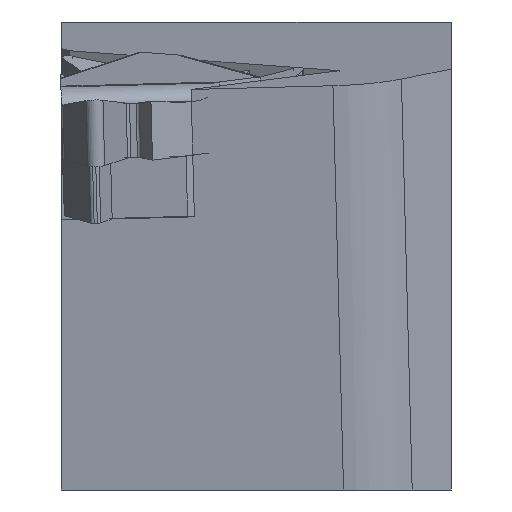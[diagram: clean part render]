
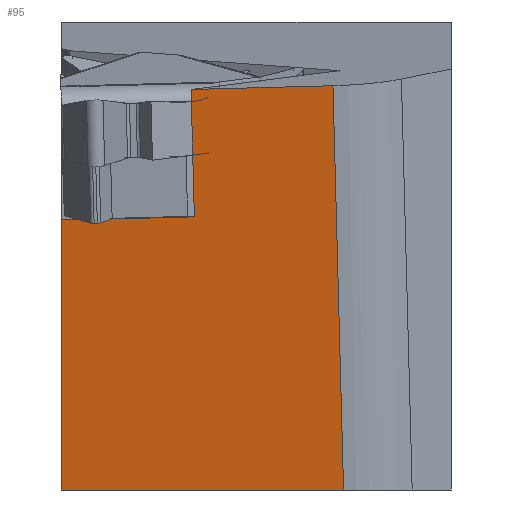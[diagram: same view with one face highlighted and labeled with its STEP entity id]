
A CAD part, left-side view. The second image highlights one B-rep face of the part: STEP entity #95.
In plain terms, the highlighted planar face has unit normal (-0.985, -0.004, -0.174).
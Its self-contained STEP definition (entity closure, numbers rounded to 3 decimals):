
#95=ADVANCED_FACE('',(#208),#162,.F.);
#162=PLANE('',#1348);
#208=FACE_OUTER_BOUND('',#275,.T.);
#275=EDGE_LOOP('',(#404,#405,#406,#407,#408,#409,#410,#411));
#404=ORIENTED_EDGE('',*,*,#896,.T.);
#405=ORIENTED_EDGE('',*,*,#876,.F.);
#406=ORIENTED_EDGE('',*,*,#897,.F.);
#407=ORIENTED_EDGE('',*,*,#898,.F.);
#408=ORIENTED_EDGE('',*,*,#881,.F.);
#409=ORIENTED_EDGE('',*,*,#899,.T.);
#410=ORIENTED_EDGE('',*,*,#900,.T.);
#411=ORIENTED_EDGE('',*,*,#901,.T.);
#751=VERTEX_POINT('',#1846);
#752=VERTEX_POINT('',#1848);
#755=VERTEX_POINT('',#1856);
#756=VERTEX_POINT('',#1858);
#766=VERTEX_POINT('',#1886);
#767=VERTEX_POINT('',#1888);
#768=VERTEX_POINT('',#1891);
#769=VERTEX_POINT('',#1893);
#876=EDGE_CURVE('',#751,#752,#1061,.T.);
#881=EDGE_CURVE('',#755,#756,#1066,.T.);
#896=EDGE_CURVE('',#766,#752,#1079,.T.);
#897=EDGE_CURVE('',#767,#751,#1080,.T.);
#898=EDGE_CURVE('',#756,#767,#1081,.T.);
#899=EDGE_CURVE('',#755,#768,#1082,.T.);
#900=EDGE_CURVE('',#768,#769,#1083,.T.);
#901=EDGE_CURVE('',#769,#766,#1084,.T.);
#1061=LINE('',#1847,#1206);
#1066=LINE('',#1857,#1211);
#1079=LINE('',#1885,#1224);
#1080=LINE('',#1887,#1225);
#1081=LINE('',#1889,#1226);
#1082=LINE('',#1890,#1227);
#1083=LINE('',#1892,#1228);
#1084=LINE('',#1894,#1229);
#1206=VECTOR('',#1471,1.);
#1211=VECTOR('',#1478,1.);
#1224=VECTOR('',#1501,1.);
#1225=VECTOR('',#1502,1.);
#1226=VECTOR('',#1503,1.);
#1227=VECTOR('',#1504,1.);
#1228=VECTOR('',#1505,1.);
#1229=VECTOR('',#1506,1.);
#1348=AXIS2_PLACEMENT_3D('',#1895,#1507,#1508);
#1471=DIRECTION('',(-0.174,0.,0.985));
#1478=DIRECTION('',(0.,-1.,0.026));
#1501=DIRECTION('',(0.,1.,-0.026));
#1502=DIRECTION('',(-0.005,1.,0.));
#1503=DIRECTION('',(0.174,-0.026,-0.984));
#1504=DIRECTION('',(0.174,-0.026,-0.984));
#1505=DIRECTION('',(0.174,-0.026,-0.984));
#1506=DIRECTION('',(0.,1.,-0.026));
#1507=DIRECTION('',(0.985,0.005,0.174));
#1508=DIRECTION('',(0.174,0.,-0.985));
#1846=CARTESIAN_POINT('',(6.207,20.,-20.));
#1847=CARTESIAN_POINT('',(10.072,20.,-41.925));
#1848=CARTESIAN_POINT('',(3.763,20.,-6.135));
#1856=CARTESIAN_POINT('',(2.617,13.352,0.541));
#1857=CARTESIAN_POINT('',(2.617,20.525,0.353));
#1858=CARTESIAN_POINT('',(2.617,6.075,0.731));
#1885=CARTESIAN_POINT('',(3.763,142.245,-9.337));
#1886=CARTESIAN_POINT('',(3.763,19.208,-6.115));
#1887=CARTESIAN_POINT('',(5.647,141.371,-20.));
#1888=CARTESIAN_POINT('',(6.274,5.532,-20.));
#1889=CARTESIAN_POINT('',(9.529,5.049,-38.451));
#1890=CARTESIAN_POINT('',(2.027,13.44,3.888));
#1891=CARTESIAN_POINT('',(3.211,13.264,-2.826));
#1892=CARTESIAN_POINT('',(2.027,13.44,3.888));
#1893=CARTESIAN_POINT('',(3.763,13.182,-5.957));
#1894=CARTESIAN_POINT('',(3.763,142.245,-9.337));
#1895=CARTESIAN_POINT('',(9.529,141.389,-42.021));
